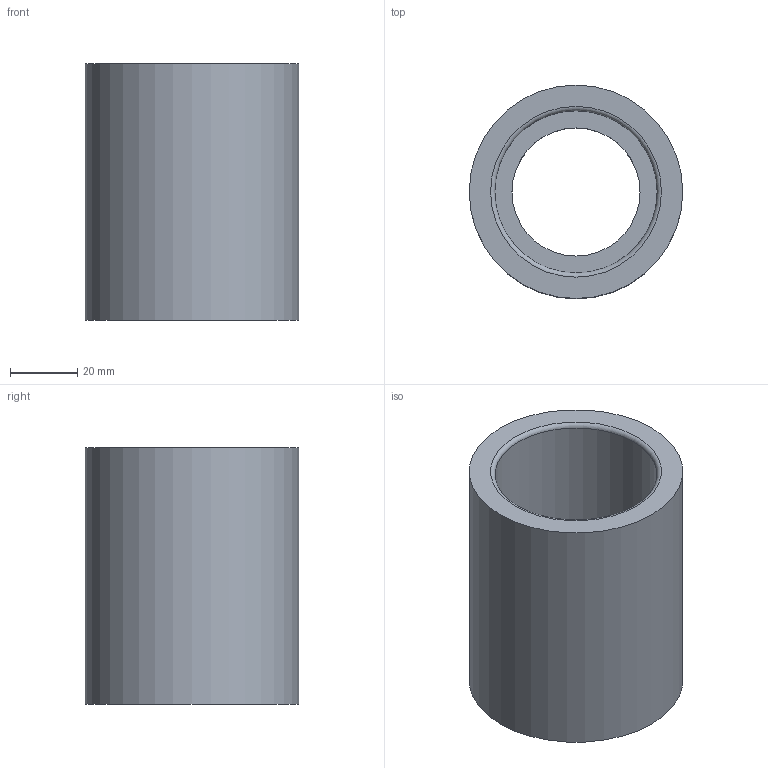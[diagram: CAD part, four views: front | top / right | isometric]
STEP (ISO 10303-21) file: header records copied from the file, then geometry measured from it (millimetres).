
FILE_DESCRIPTION(/* description */ ('','CAx-IF Rec.Pracs.---Representation and Presentation of Product Manufacturing Information (PMI)---4.0---2014-10-13'),/* implementation_level */ '2;1');
FILE_NAME(/* name */ 'Vectra L1 Adapter v2.step',/* time_stamp */ '2025-03-28T15:39:33-04:00',/* author */ (''),/* organization */ (''),/* preprocessor_version */ 'ST-DEVELOPER v20',/* originating_system */ 'Autodesk Translation Framework v13.20.0.188',/* authorisation */ '');
FILE_SCHEMA (('AP242_MANAGED_MODEL_BASED_3D_ENGINEERING_MIM_LF { 1 0 10303 442 1 1 4 }'));
Length unit declared in the file: inch
Products named in the file (1): (Unsaved)
Bounding box: 63.5 x 63.5 x 76.2 mm (x, y, z)
Volume: 117383 mm3; surface area: 31758 mm2
Topology: 1 solids, 1 shells, 23 faces, 56 edges, 37 vertices
Faces by surface type: cylinder 12, bspline 6, plane 4, torus 1
Full cylindrical faces by diameter (mm): 38.1 x1, 47.803 x7, 48.26 x1, 63.5 x1
Entity records: 4936 total; most frequent: CARTESIAN_POINT 4430, ORIENTED_EDGE 112, DIRECTION 67, EDGE_CURVE 56, VERTEX_POINT 37, B_SPLINE_CURVE_WITH_KNOTS 35, AXIS2_PLACEMENT_3D 28, EDGE_LOOP 27
